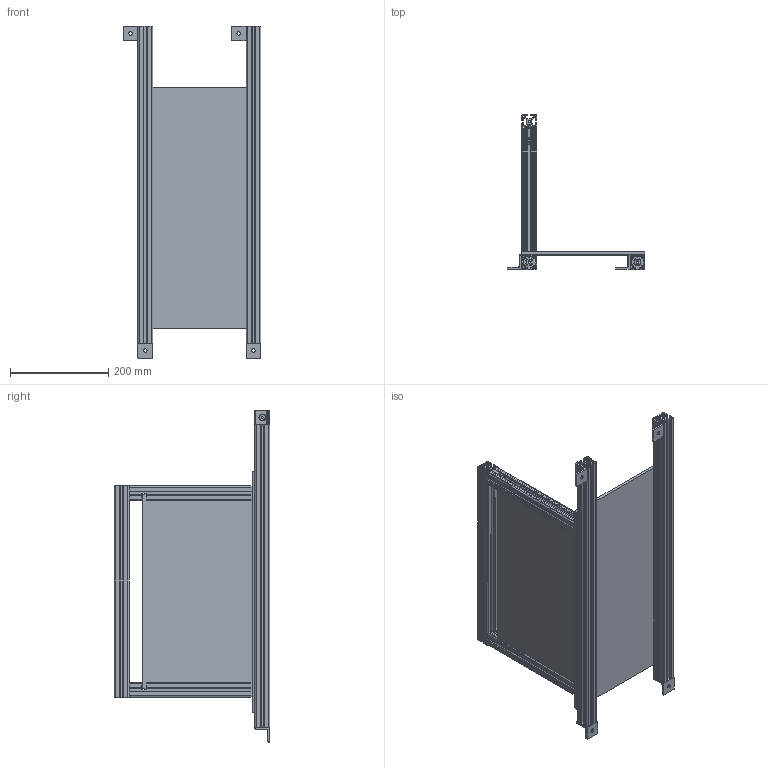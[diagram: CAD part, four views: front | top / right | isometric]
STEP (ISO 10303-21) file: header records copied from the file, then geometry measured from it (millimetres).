
FILE_DESCRIPTION (( 'STEP AP214' ), '1' );
FILE_NAME ('Baugruppe_Item.STEP', '2022-05-31T13:53:58', ( '' ), ( '' ), 'SwSTEP 2.0', 'SolidWorks 2021', '' );
FILE_SCHEMA (( 'AUTOMOTIVE_DESIGN' ));
Length unit declared in the file: millimetre
Products named in the file (10): 0067775_Winkel_6_30; 0041906_Profil_6_30x30_645; 0068092_Befestigungssatz_5; Baugruppe_Item; 0041906_Profil_6_30x30_250; Al-Platte; Dummy; 0041906_Profil_6_30x30_430; 0068094_Befestigungssatz_6; 0041971_Automatik-Verbindungssatz_6
Assembly tree (19 placements, depth 2):
  Baugruppe_Item
    0041906_Profil_6_30x30_250  x2
    0041906_Profil_6_30x30_430
    0041906_Profil_6_30x30_645  x2
    Al-Platte
    Dummy
    0067775_Winkel_6_30  x4
    0041971_Automatik-Verbindungssatz_6  x2
    0068094_Befestigungssatz_6  x2
    0068092_Befestigungssatz_5  x4
Bounding box: 280 x 316 x 675 mm (x, y, z)
Volume: 3602087.6 mm3; surface area: 1223426.5 mm2
Topology: 15 solids, 27 shells, 1506 faces, 4314 edges, 2860 vertices
Faces by surface type: cylinder 744, plane 698, cone 56, torus 8
Entity records: 26647 total; most frequent: CARTESIAN_POINT 5199, DIRECTION 4497, ORIENTED_EDGE 4438, EDGE_CURVE 2221, AXIS2_PLACEMENT_3D 1552, VERTEX_POINT 1472, LINE 1393, VECTOR 1393
